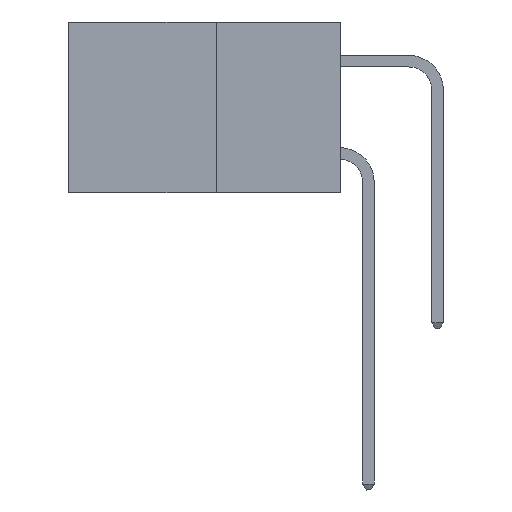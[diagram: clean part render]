
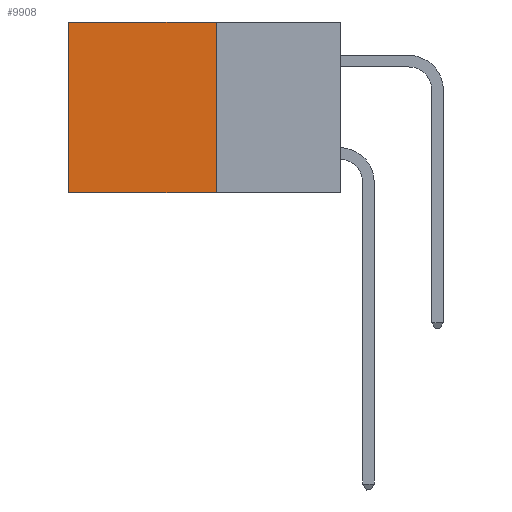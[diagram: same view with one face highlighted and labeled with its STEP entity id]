
A CAD part, left-side view. The second image highlights one B-rep face of the part: STEP entity #9908.
In plain terms, the highlighted planar face has unit normal (-1, 0, 0).
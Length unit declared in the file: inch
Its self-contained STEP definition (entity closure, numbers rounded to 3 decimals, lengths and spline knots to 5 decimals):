
#1153 = LINE ( 'NONE', #12737, #1697 ) ;
#1177 = CARTESIAN_POINT ( 'NONE',  ( 0.277, 0.27, -0.37 ) ) ;
#1681 = ORIENTED_EDGE ( 'NONE', *, *, #6761, .T. ) ;
#1690 = CARTESIAN_POINT ( 'NONE',  ( 0.277, 0.27, 0. ) ) ;
#1697 = VECTOR ( 'NONE', #2857, 39.37008 ) ;
#1944 = CARTESIAN_POINT ( 'NONE',  ( 0.277, 0.59, 0. ) ) ;
#2462 = EDGE_LOOP ( 'NONE', ( #16241, #18217, #16111, #1681 ) ) ;
#2609 = CARTESIAN_POINT ( 'NONE',  ( 0.277, 0.27, 0. ) ) ;
#2857 = DIRECTION ( 'NONE',  ( 0., 1., 0. ) ) ;
#3707 = PLANE ( 'NONE',  #3776 ) ;
#3776 = AXIS2_PLACEMENT_3D ( 'NONE', #17961, #15054, #5355 ) ;
#5355 = DIRECTION ( 'NONE',  ( 0., 0., -1. ) ) ;
#5441 = CARTESIAN_POINT ( 'NONE',  ( 0.277, 0.59, -0.37 ) ) ;
#5724 = VECTOR ( 'NONE', #19571, 39.37008 ) ;
#6761 = EDGE_CURVE ( 'NONE', #19935, #18140, #13372, .T. ) ;
#7114 = EDGE_CURVE ( 'NONE', #18140, #15217, #18780, .T. ) ;
#9908 = ADVANCED_FACE ( 'NONE', ( #19581 ), #3707, .F. ) ;
#10356 = CARTESIAN_POINT ( 'NONE',  ( 0.277, 0.27, -0.37 ) ) ;
#10526 = EDGE_CURVE ( 'NONE', #19935, #11433, #12507, .T. ) ;
#11433 = VERTEX_POINT ( 'NONE', #1177 ) ;
#12015 = DIRECTION ( 'NONE',  ( 0., 0., -1. ) ) ;
#12506 = DIRECTION ( 'NONE',  ( 0., 1., 0. ) ) ;
#12507 = LINE ( 'NONE', #10356, #20003 ) ;
#12737 = CARTESIAN_POINT ( 'NONE',  ( 0.277, 0.27, -0.37 ) ) ;
#13372 = LINE ( 'NONE', #2609, #20383 ) ;
#13485 = EDGE_CURVE ( 'NONE', #11433, #15217, #1153, .T. ) ;
#15054 = DIRECTION ( 'NONE',  ( 1., 0., 0. ) ) ;
#15217 = VERTEX_POINT ( 'NONE', #5441 ) ;
#16111 = ORIENTED_EDGE ( 'NONE', *, *, #10526, .F. ) ;
#16241 = ORIENTED_EDGE ( 'NONE', *, *, #7114, .T. ) ;
#17961 = CARTESIAN_POINT ( 'NONE',  ( 0.277, 0.27, -0.37 ) ) ;
#18107 = CARTESIAN_POINT ( 'NONE',  ( 0.277, 0.59, -0.37 ) ) ;
#18140 = VERTEX_POINT ( 'NONE', #1944 ) ;
#18217 = ORIENTED_EDGE ( 'NONE', *, *, #13485, .F. ) ;
#18780 = LINE ( 'NONE', #18107, #5724 ) ;
#19571 = DIRECTION ( 'NONE',  ( 0., 0., -1. ) ) ;
#19581 = FACE_OUTER_BOUND ( 'NONE', #2462, .T. ) ;
#19935 = VERTEX_POINT ( 'NONE', #1690 ) ;
#20003 = VECTOR ( 'NONE', #12015, 39.37008 ) ;
#20383 = VECTOR ( 'NONE', #12506, 39.37008 ) ;
